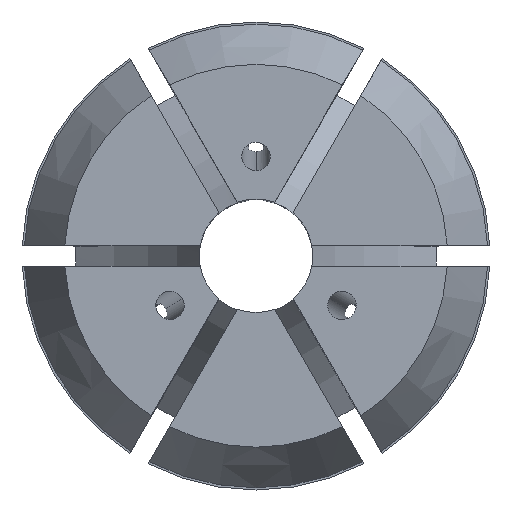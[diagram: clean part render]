
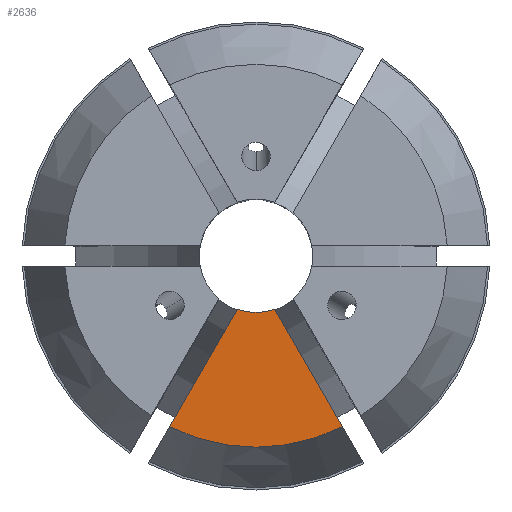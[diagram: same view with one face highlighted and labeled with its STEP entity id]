
A CAD part, top view. The second image highlights one B-rep face of the part: STEP entity #2636.
In plain terms, the highlighted planar face has unit normal (0, 0, 1).
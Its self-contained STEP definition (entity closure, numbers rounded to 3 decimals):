
#310 = DIRECTION ( 'NONE',  ( 1., 0., 0. ) ) ;
#639 = CARTESIAN_POINT ( 'NONE',  ( 0., 13.499, 40. ) ) ;
#651 = EDGE_CURVE ( 'NONE', #3738, #3641, #3772, .T. ) ;
#698 = ORIENTED_EDGE ( 'NONE', *, *, #1917, .F. ) ;
#867 = CARTESIAN_POINT ( 'NONE',  ( 0., 0., 40. ) ) ;
#965 = DIRECTION ( 'NONE',  ( -0.5, -0.866, 0. ) ) ;
#994 = CIRCLE ( 'NONE', #3203, 4. ) ;
#1043 = CARTESIAN_POINT ( 'NONE',  ( 6.09, -12.048, 40. ) ) ;
#1098 = VECTOR ( 'NONE', #965, 1000. ) ;
#1111 = DIRECTION ( 'NONE',  ( -1., 0., 0. ) ) ;
#1121 = EDGE_CURVE ( 'NONE', #3646, #3015, #1334, .T. ) ;
#1236 = DIRECTION ( 'NONE',  ( 0., 0., 1. ) ) ;
#1254 = EDGE_LOOP ( 'NONE', ( #3711, #1578, #698, #2480 ) ) ;
#1334 = LINE ( 'NONE', #2750, #1098 ) ;
#1397 = CARTESIAN_POINT ( 'NONE',  ( -6.495, 9.75, 40. ) ) ;
#1578 = ORIENTED_EDGE ( 'NONE', *, *, #1121, .T. ) ;
#1716 = DIRECTION ( 'NONE',  ( 0.5, -0.866, 0. ) ) ;
#1756 = EDGE_CURVE ( 'NONE', #3646, #3738, #994, .T. ) ;
#1800 = DIRECTION ( 'NONE',  ( 1., 0., 0. ) ) ;
#1912 = CARTESIAN_POINT ( 'NONE',  ( 1.315, -3.778, 40. ) ) ;
#1917 = EDGE_CURVE ( 'NONE', #3641, #3015, #2763, .T. ) ;
#2141 = AXIS2_PLACEMENT_3D ( 'NONE', #867, #2912, #1111 ) ;
#2348 = CARTESIAN_POINT ( 'NONE',  ( 0., 0., 40. ) ) ;
#2480 = ORIENTED_EDGE ( 'NONE', *, *, #651, .F. ) ;
#2576 = FACE_OUTER_BOUND ( 'NONE', #1254, .T. ) ;
#2636 = ADVANCED_FACE ( 'NONE', ( #2576 ), #3559, .T. ) ;
#2750 = CARTESIAN_POINT ( 'NONE',  ( 6.495, 9.75, 40. ) ) ;
#2763 = CIRCLE ( 'NONE', #2141, 13.499 ) ;
#2912 = DIRECTION ( 'NONE',  ( 0., 0., -1. ) ) ;
#2955 = DIRECTION ( 'NONE',  ( 0., 0., 1. ) ) ;
#3015 = VERTEX_POINT ( 'NONE', #3578 ) ;
#3100 = VECTOR ( 'NONE', #1716, 1000. ) ;
#3203 = AXIS2_PLACEMENT_3D ( 'NONE', #2348, #2955, #310 ) ;
#3371 = CARTESIAN_POINT ( 'NONE',  ( -1.315, -3.778, 40. ) ) ;
#3559 = PLANE ( 'NONE',  #3675 ) ;
#3578 = CARTESIAN_POINT ( 'NONE',  ( -6.09, -12.048, 40. ) ) ;
#3641 = VERTEX_POINT ( 'NONE', #1043 ) ;
#3646 = VERTEX_POINT ( 'NONE', #3371 ) ;
#3675 = AXIS2_PLACEMENT_3D ( 'NONE', #639, #1236, #1800 ) ;
#3711 = ORIENTED_EDGE ( 'NONE', *, *, #1756, .F. ) ;
#3738 = VERTEX_POINT ( 'NONE', #1912 ) ;
#3772 = LINE ( 'NONE', #1397, #3100 ) ;
